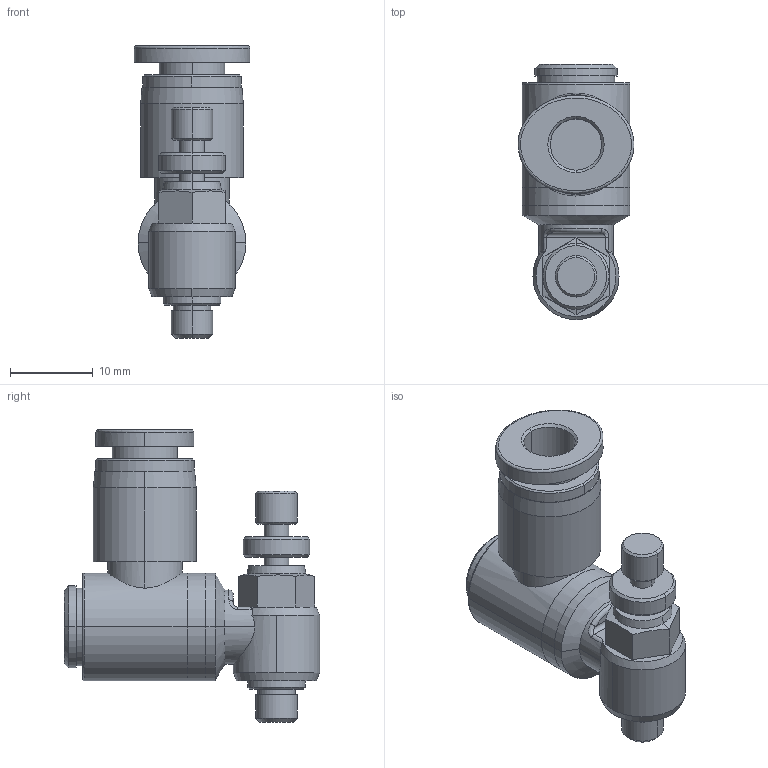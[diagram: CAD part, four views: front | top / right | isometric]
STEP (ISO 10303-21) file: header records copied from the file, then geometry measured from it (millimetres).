
FILE_DESCRIPTION((''),'2;1');
FILE_NAME('NSS 06M5.stp','2017-07-22T11:40:12',(''),(''),'Mechanical Desktop 2009','Mechanical Desktop 2009',', , ');
FILE_SCHEMA(('CONFIG_CONTROL_DESIGN'));
Length unit declared in the file: millimetre
Products named in the file (4): NSS 06M5; PART1; NSS 06F; ~PART1
Assembly tree (3 placements, depth 3):
  NSS 06M5
    PART1
    NSS 06F
      ~PART1
Bounding box: 14 x 30.8 x 35.3 mm (x, y, z)
Volume: 6166.3 mm3; surface area: 4339.7 mm2
Topology: 4 solids, 4 shells, 123 faces, 255 edges, 157 vertices
Faces by surface type: cylinder 49, plane 33, cone 31, torus 5, bspline 5
Entity records: 3847 total; most frequent: CARTESIAN_POINT 1038, DIRECTION 614, ORIENTED_EDGE 510, AXIS2_PLACEMENT_3D 259, EDGE_CURVE 255, VERTEX_POINT 157, EDGE_LOOP 144, CIRCLE 135
